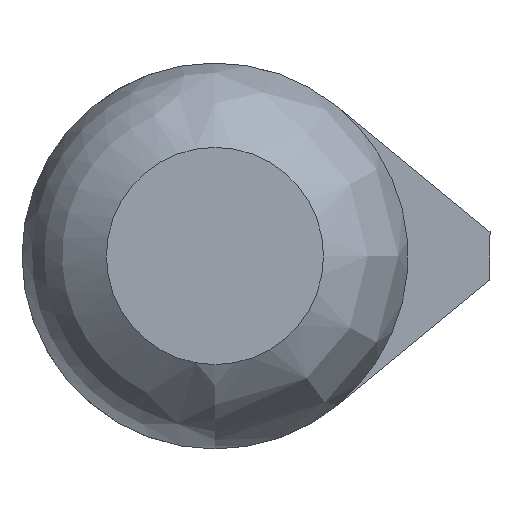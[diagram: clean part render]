
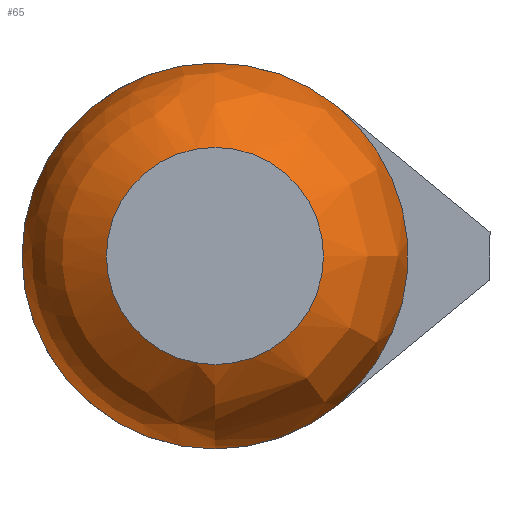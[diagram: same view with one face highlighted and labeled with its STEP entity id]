
A CAD part, front view. The second image highlights one B-rep face of the part: STEP entity #65.
In plain terms, the highlighted free-form (B-spline) face has degree [3, 3] with [4, 7] control points.
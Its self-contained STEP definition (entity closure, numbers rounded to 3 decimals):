
#65 = ADVANCED_FACE( '', ( #138, #139 ), #140, .T. );
#138 = FACE_OUTER_BOUND( '', #218, .T. );
#139 = FACE_OUTER_BOUND( '', #219, .T. );
#140 = ( BOUNDED_SURFACE(  )B_SPLINE_SURFACE( 3, 3, ( ( #222, #223, #224, #225, #226, #227, #228 ), ( #229, #230, #231, #232, #233, #234, #235 ), ( #236, #237, #238, #239, #240, #241, #242 ), ( #243, #244, #245, #246, #247, #248, #249 ) ), .UNSPECIFIED., .F., .T., .F. )B_SPLINE_SURFACE_WITH_KNOTS( ( 4, 4 ), ( 4, 3, 4 ), ( 0., 6.283 ), ( -0.008, 0.567, 1.141 ), .UNSPECIFIED. )GEOMETRIC_REPRESENTATION_ITEM(  )RATIONAL_B_SPLINE_SURFACE( ( ( 1., 0.333, 0.333, 1., 0.333, 0.333, 1. ), ( 0.893, 0.298, 0.298, 0.893, 0.298, 0.298, 0.893 ), ( 0.893, 0.298, 0.298, 0.893, 0.298, 0.298, 0.893 ), ( 1., 0.333, 0.333, 1., 0.333, 0.333, 1. ) ) )REPRESENTATION_ITEM( '' )SURFACE(  ) );
#218 = EDGE_LOOP( '', ( #395, #396 ) );
#219 = EDGE_LOOP( '', ( #397 ) );
#222 = CARTESIAN_POINT( '', ( 0., -24.25, -2.25 ) );
#223 = CARTESIAN_POINT( '', ( 4.5, -24.25, -2.25 ) );
#224 = CARTESIAN_POINT( '', ( 4.5, -24.25, 2.25 ) );
#225 = CARTESIAN_POINT( '', ( 0., -24.25, 2.25 ) );
#226 = CARTESIAN_POINT( '', ( -4.5, -24.25, 2.25 ) );
#227 = CARTESIAN_POINT( '', ( -4.5, -24.25, -2.25 ) );
#228 = CARTESIAN_POINT( '', ( 0., -24.25, -2.25 ) );
#229 = CARTESIAN_POINT( '', ( 0., -23.743, -3.356 ) );
#230 = CARTESIAN_POINT( '', ( 6.712, -23.743, -3.356 ) );
#231 = CARTESIAN_POINT( '', ( 6.712, -23.743, 3.356 ) );
#232 = CARTESIAN_POINT( '', ( 0., -23.743, 3.356 ) );
#233 = CARTESIAN_POINT( '', ( -6.712, -23.743, 3.356 ) );
#234 = CARTESIAN_POINT( '', ( -6.712, -23.743, -3.356 ) );
#235 = CARTESIAN_POINT( '', ( 0., -23.743, -3.356 ) );
#236 = CARTESIAN_POINT( '', ( 0., -22.717, -4.009 ) );
#237 = CARTESIAN_POINT( '', ( 8.018, -22.717, -4.009 ) );
#238 = CARTESIAN_POINT( '', ( 8.018, -22.717, 4.009 ) );
#239 = CARTESIAN_POINT( '', ( 0., -22.717, 4.009 ) );
#240 = CARTESIAN_POINT( '', ( -8.018, -22.717, 4.009 ) );
#241 = CARTESIAN_POINT( '', ( -8.018, -22.717, -4.009 ) );
#242 = CARTESIAN_POINT( '', ( 0., -22.717, -4.009 ) );
#243 = CARTESIAN_POINT( '', ( 0., -21.5, -4. ) );
#244 = CARTESIAN_POINT( '', ( 8., -21.5, -4. ) );
#245 = CARTESIAN_POINT( '', ( 8., -21.5, 4. ) );
#246 = CARTESIAN_POINT( '', ( 0., -21.5, 4. ) );
#247 = CARTESIAN_POINT( '', ( -8., -21.5, 4. ) );
#248 = CARTESIAN_POINT( '', ( -8., -21.5, -4. ) );
#249 = CARTESIAN_POINT( '', ( 0., -21.5, -4. ) );
#395 = ORIENTED_EDGE( '', *, *, #494, .F. );
#396 = ORIENTED_EDGE( '', *, *, #504, .F. );
#397 = ORIENTED_EDGE( '', *, *, #497, .F. );
#494 = EDGE_CURVE( '', #563, #551, #566, .T. );
#497 = EDGE_CURVE( '', #569, #569, #570, .T. );
#504 = EDGE_CURVE( '', #551, #563, #577, .T. );
#551 = VERTEX_POINT( '', #635 );
#563 = VERTEX_POINT( '', #651 );
#566 = CIRCLE( '', #655, 4. );
#569 = VERTEX_POINT( '', #659 );
#570 = CIRCLE( '', #660, 2.25 );
#577 = CIRCLE( '', #669, 4. );
#635 = CARTESIAN_POINT( '', ( 2.536, -21.5, -3.094 ) );
#651 = CARTESIAN_POINT( '', ( 2.536, -21.5, 3.094 ) );
#655 = AXIS2_PLACEMENT_3D( '', #730, #731, #732 );
#659 = CARTESIAN_POINT( '', ( 0., -24.25, -2.25 ) );
#660 = AXIS2_PLACEMENT_3D( '', #734, #735, #736 );
#669 = AXIS2_PLACEMENT_3D( '', #739, #740, #741 );
#730 = CARTESIAN_POINT( '', ( 0., -21.5, 0. ) );
#731 = DIRECTION( '', ( 0., 1., 0. ) );
#732 = DIRECTION( '', ( 0., 0., 1. ) );
#734 = CARTESIAN_POINT( '', ( 0., -24.25, 0. ) );
#735 = DIRECTION( '', ( 0., -1., 0. ) );
#736 = DIRECTION( '', ( 0., 0., -1. ) );
#739 = CARTESIAN_POINT( '', ( 0., -21.5, 0. ) );
#740 = DIRECTION( '', ( 0., 1., 0. ) );
#741 = DIRECTION( '', ( 1., 0., 0. ) );
